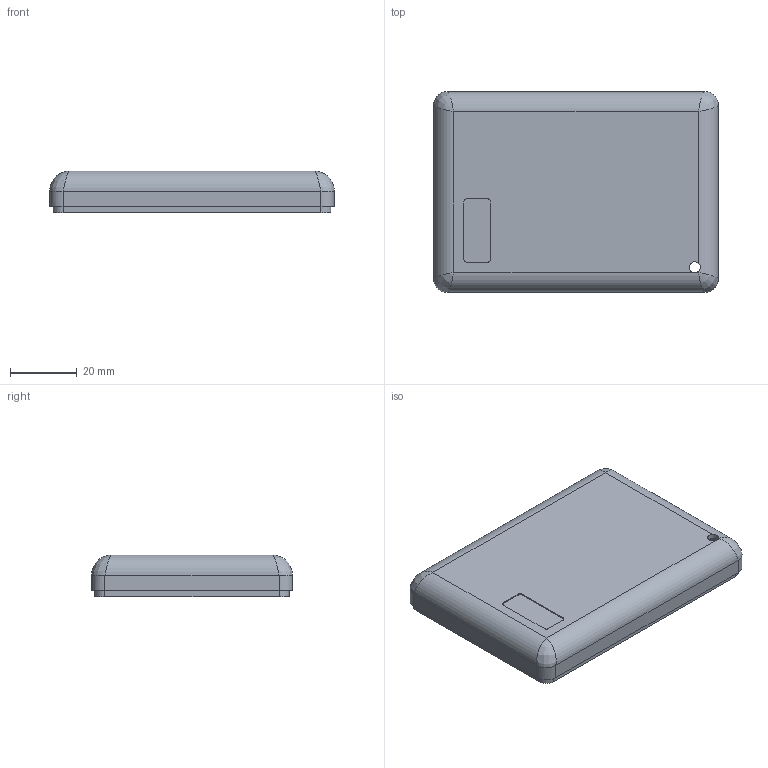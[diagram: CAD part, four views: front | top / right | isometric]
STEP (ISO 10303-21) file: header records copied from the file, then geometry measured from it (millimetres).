
FILE_DESCRIPTION(('FreeCAD Model'),'2;1');
FILE_NAME('Open CASCADE Shape Model','2024-07-06T23:13:43',('Author'),( ''),'Open CASCADE STEP processor 7.6','FreeCAD','Unknown');
FILE_SCHEMA(('AUTOMOTIVE_DESIGN { 1 0 10303 214 1 1 1 1 }'));
Length unit declared in the file: millimetre
Products named in the file (1): Top
Bounding box: 85 x 60 x 12.5 mm (x, y, z)
Volume: 12373.7 mm3; surface area: 16228.6 mm2
Topology: 1 solids, 1 shells, 74 faces, 176 edges, 104 vertices
Faces by surface type: cylinder 34, plane 32, bspline 8
Full cylindrical faces by diameter (mm): 2.5 x3, 3 x3, 3.3 x1, 5 x3
Entity records: 2952 total; most frequent: CARTESIAN_POINT 1313, ORIENTED_EDGE 336, DIRECTION 318, EDGE_CURVE 168, AXIS2_PLACEMENT_3D 115, VERTEX_POINT 104, LINE 88, VECTOR 88
